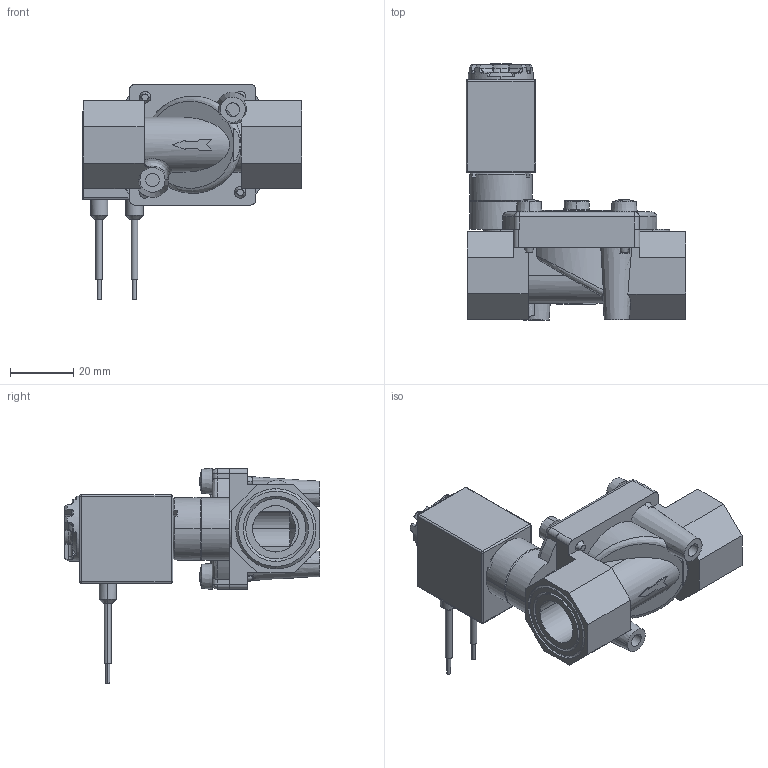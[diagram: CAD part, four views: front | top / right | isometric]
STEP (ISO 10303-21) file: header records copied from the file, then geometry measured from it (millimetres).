
FILE_DESCRIPTION (( 'STEP AP203' ), '1' );
FILE_NAME ('3580-060-8223B-A.step', '2023-01-26T20:49:30', ( '' ), ( '' ), 'SwSTEP 2.0', 'SolidWorks 2021', '' );
FILE_SCHEMA (( 'CONFIG_CONTROL_DESIGN' ));
Length unit declared in the file: inch
Products named in the file (1): 3580-060-8223B-A
Bounding box: 69.49 x 81 x 68.14 mm (x, y, z)
Volume: 58673.6 mm3; surface area: 27889.4 mm2
Topology: 1 solids, 1 shells, 631 faces, 1674 edges, 1060 vertices
Faces by surface type: plane 206, cylinder 166, bspline 132, cone 127
Entity records: 31617 total; most frequent: CARTESIAN_POINT 17742, ORIENTED_EDGE 3296, DIRECTION 2256, EDGE_CURVE 1648, VERTEX_POINT 1060, AXIS2_PLACEMENT_3D 864, B_SPLINE_CURVE_WITH_KNOTS 724, EDGE_LOOP 678
